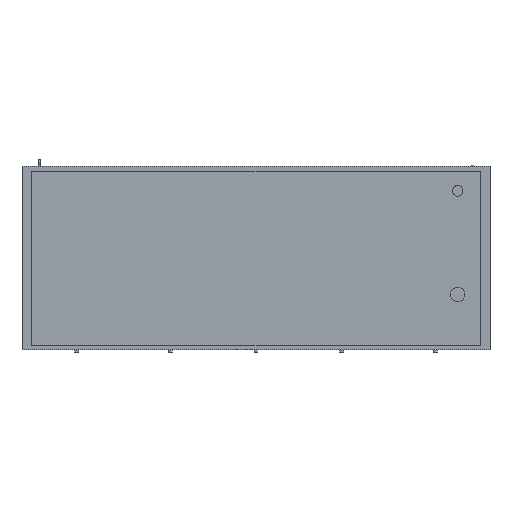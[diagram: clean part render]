
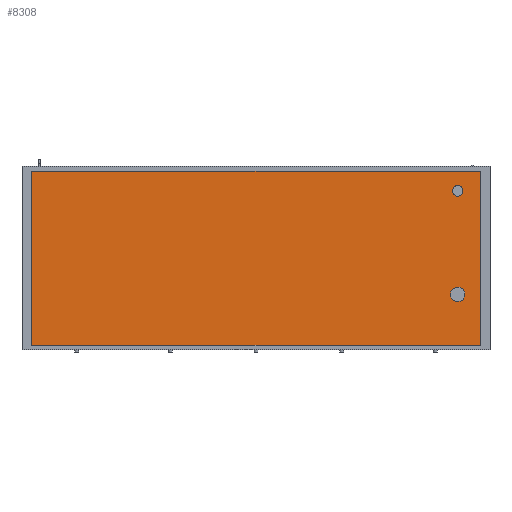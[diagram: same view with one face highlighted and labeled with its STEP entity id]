
A CAD part, front view. The second image highlights one B-rep face of the part: STEP entity #8308.
In plain terms, the highlighted planar face has unit normal (0, -1, 0).
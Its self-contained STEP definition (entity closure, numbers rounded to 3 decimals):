
#614=FACE_OUTER_BOUND('',#1153,.T.);
#1153=EDGE_LOOP('',(#5550,#5551,#5552,#5553));
#1711=LINE('',#12407,#2609);
#1714=LINE('',#12412,#2612);
#1715=LINE('',#12415,#2613);
#1716=LINE('',#12416,#2614);
#2609=VECTOR('',#9818,10.);
#2612=VECTOR('',#9823,10.);
#2613=VECTOR('',#9826,10.);
#2614=VECTOR('',#9827,10.);
#3498=VERTEX_POINT('',#12404);
#3499=VERTEX_POINT('',#12406);
#3500=VERTEX_POINT('',#12410);
#3501=VERTEX_POINT('',#12414);
#4318=EDGE_CURVE('',#3498,#3499,#1711,.T.);
#4321=EDGE_CURVE('',#3498,#3500,#1714,.T.);
#4322=EDGE_CURVE('',#3501,#3500,#1715,.T.);
#4323=EDGE_CURVE('',#3499,#3501,#1716,.T.);
#5550=ORIENTED_EDGE('',*,*,#4321,.T.);
#5551=ORIENTED_EDGE('',*,*,#4322,.F.);
#5552=ORIENTED_EDGE('',*,*,#4323,.F.);
#5553=ORIENTED_EDGE('',*,*,#4318,.F.);
#7905=PLANE('',#8936);
#8308=ADVANCED_FACE('',(#614),#7905,.T.);
#8936=AXIS2_PLACEMENT_3D('',#12413,#9824,#9825);
#9818=DIRECTION('',(0.,0.,1.));
#9823=DIRECTION('',(1.,0.,0.));
#9824=DIRECTION('center_axis',(0.,-1.,0.));
#9825=DIRECTION('ref_axis',(0.,0.,-1.));
#9826=DIRECTION('',(0.,0.,-1.));
#9827=DIRECTION('',(1.,0.,0.));
#12404=CARTESIAN_POINT('',(-850.,-185.,-330.));
#12406=CARTESIAN_POINT('',(-850.,-185.,330.));
#12407=CARTESIAN_POINT('',(-850.,-185.,330.));
#12410=CARTESIAN_POINT('',(850.,-185.,-330.));
#12412=CARTESIAN_POINT('',(0.,-185.,-330.));
#12413=CARTESIAN_POINT('Origin',(0.,-185.,330.));
#12414=CARTESIAN_POINT('',(850.,-185.,330.));
#12415=CARTESIAN_POINT('',(850.,-185.,330.));
#12416=CARTESIAN_POINT('',(0.,-185.,330.));
